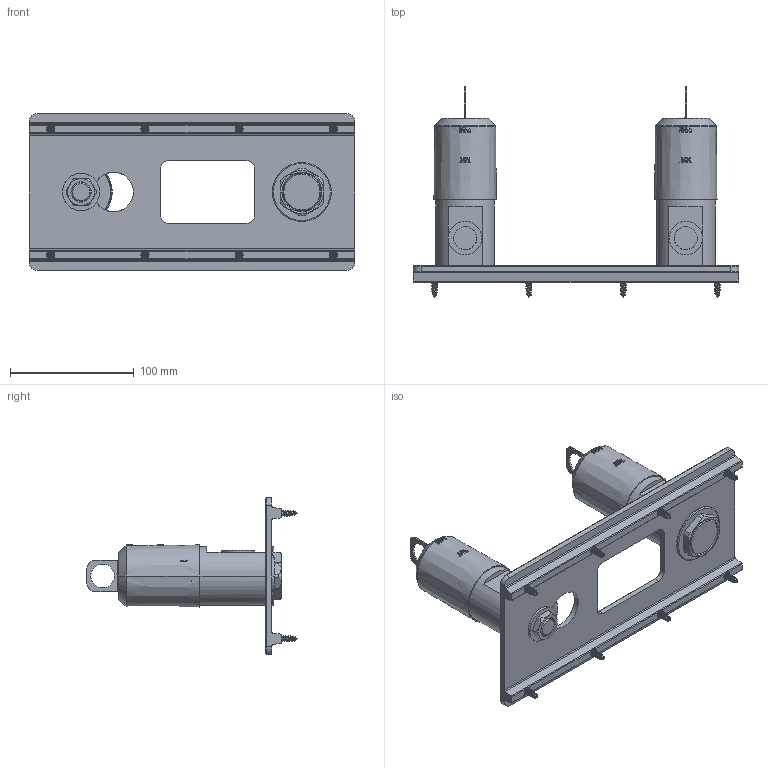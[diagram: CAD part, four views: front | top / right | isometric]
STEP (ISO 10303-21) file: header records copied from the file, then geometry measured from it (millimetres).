
FILE_DESCRIPTION((''),'2;1');
FILE_NAME('1-469_SW0001','2023-03-15T09:50:40',('rsmith'),(''),'CREO PARAMETRIC BY PTC INC, 2019352','CREO PARAMETRIC BY PTC INC, 2019352','');
FILE_SCHEMA(('CONFIG_CONTROL_DESIGN'));
Products named in the file (1): 1-469_SW0001
Bounding box: 263.52 x 170.03 x 127 mm (x, y, z)
Volume: 427156.8 mm3; surface area: 143725 mm2
Topology: 9 solids, 9 shells, 1297 faces, 3481 edges, 2232 vertices
Faces by surface type: plane 803, cylinder 224, bspline 124, cone 116, torus 30
Entity records: 60431 total; most frequent: CARTESIAN_POINT 29298, ORIENTED_EDGE 6930, DIRECTION 5749, EDGE_CURVE 3465, VERTEX_POINT 2232, VECTOR 2155, LINE 2155, AXIS2_PLACEMENT_3D 1797
